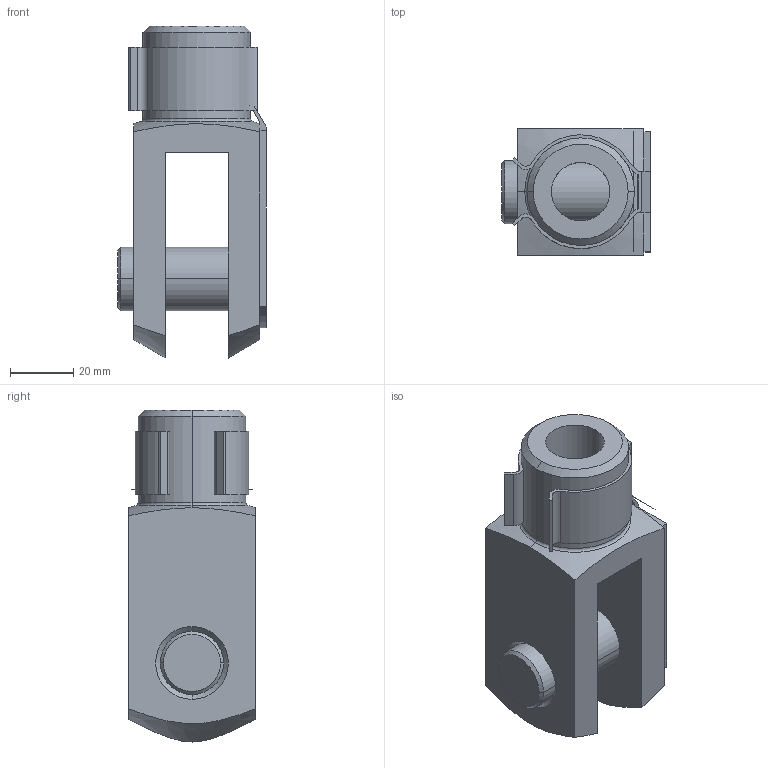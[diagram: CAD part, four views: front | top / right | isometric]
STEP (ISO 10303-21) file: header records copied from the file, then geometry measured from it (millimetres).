
FILE_DESCRIPTION (( 'STEP AP214' ), '1' );
FILE_NAME ('RD001396.STEP', '2017-09-28T14:27:03', ( '' ), ( '' ), 'SwSTEP 2.0', 'SolidWorks 2017', '' );
FILE_SCHEMA (( 'AUTOMOTIVE_DESIGN' ));
Length unit declared in the file: millimetre
Products named in the file (1): RD001396
Bounding box: 47 x 40 x 105 mm (x, y, z)
Volume: 94117 mm3; surface area: 33851.5 mm2
Topology: 3 solids, 3 shells, 72 faces, 183 edges, 118 vertices
Faces by surface type: plane 34, cylinder 23, cone 13, torus 2
Entity records: 3205 total; most frequent: CARTESIAN_POINT 586, DIRECTION 371, ORIENTED_EDGE 366, EDGE_CURVE 183, AXIS2_PLACEMENT_3D 131, VERTEX_POINT 118, VECTOR 109, LINE 109
